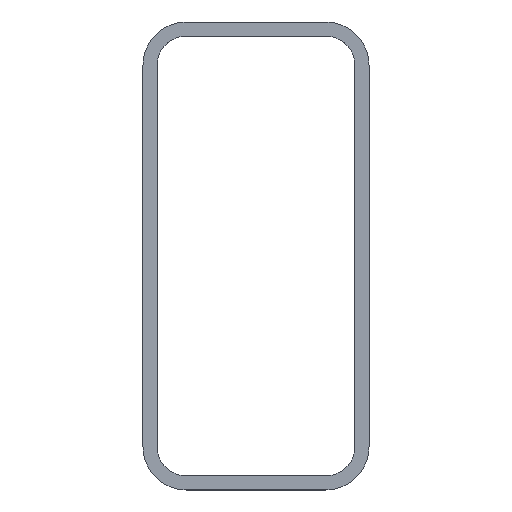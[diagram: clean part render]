
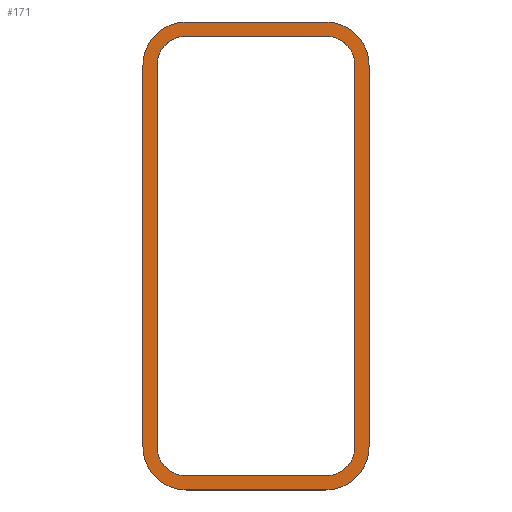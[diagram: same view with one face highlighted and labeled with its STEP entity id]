
A CAD part, top view. The second image highlights one B-rep face of the part: STEP entity #171.
In plain terms, the highlighted planar face has unit normal (0, 0, 1).
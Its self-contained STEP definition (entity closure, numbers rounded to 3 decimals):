
#6 = CARTESIAN_POINT ( 'NONE',  ( -9.85, 33., 3. ) ) ;
#8 = ORIENTED_EDGE ( 'NONE', *, *, #151, .F. ) ;
#11 = VERTEX_POINT ( 'NONE', #351 ) ;
#12 = CARTESIAN_POINT ( 'NONE',  ( -9.85, -26.9, 3. ) ) ;
#13 = VERTEX_POINT ( 'NONE', #539 ) ;
#15 = CARTESIAN_POINT ( 'NONE',  ( 15.95, -26.9, 3. ) ) ;
#16 = VERTEX_POINT ( 'NONE', #394 ) ;
#17 = CARTESIAN_POINT ( 'NONE',  ( 9.85, 31., 3. ) ) ;
#29 = AXIS2_PLACEMENT_3D ( 'NONE', #216, #491, #528 ) ;
#32 = LINE ( 'NONE', #435, #336 ) ;
#35 = CIRCLE ( 'NONE', #91, 6.1 ) ;
#36 = LINE ( 'NONE', #492, #326 ) ;
#39 = CIRCLE ( 'NONE', #105, 4.1 ) ;
#51 = LINE ( 'NONE', #93, #398 ) ;
#52 = DIRECTION ( 'NONE',  ( -1., 0., 0. ) ) ;
#54 = DIRECTION ( 'NONE',  ( -1., 0., 0. ) ) ;
#55 = EDGE_CURVE ( 'NONE', #16, #475, #36, .T. ) ;
#57 = DIRECTION ( 'NONE',  ( 0., 1., 0. ) ) ;
#59 = AXIS2_PLACEMENT_3D ( 'NONE', #442, #428, #218 ) ;
#61 = EDGE_CURVE ( 'NONE', #312, #585, #143, .T. ) ;
#64 = VERTEX_POINT ( 'NONE', #217 ) ;
#70 = EDGE_CURVE ( 'NONE', #285, #430, #578, .T. ) ;
#78 = DIRECTION ( 'NONE',  ( 1., 0., 0. ) ) ;
#79 = CARTESIAN_POINT ( 'NONE',  ( 9.85, -31., 3. ) ) ;
#91 = AXIS2_PLACEMENT_3D ( 'NONE', #152, #564, #98 ) ;
#93 = CARTESIAN_POINT ( 'NONE',  ( -13.95, -26.9, 3. ) ) ;
#97 = VERTEX_POINT ( 'NONE', #258 ) ;
#98 = DIRECTION ( 'NONE',  ( -1., 0., 0. ) ) ;
#103 = CARTESIAN_POINT ( 'NONE',  ( -13.95, 26.9, 3. ) ) ;
#105 = AXIS2_PLACEMENT_3D ( 'NONE', #393, #534, #588 ) ;
#106 = CARTESIAN_POINT ( 'NONE',  ( -9.85, 26.9, 3. ) ) ;
#108 = EDGE_CURVE ( 'NONE', #64, #16, #555, .T. ) ;
#109 = VERTEX_POINT ( 'NONE', #122 ) ;
#115 = AXIS2_PLACEMENT_3D ( 'NONE', #265, #190, #445 ) ;
#119 = CIRCLE ( 'NONE', #454, 6.1 ) ;
#122 = CARTESIAN_POINT ( 'NONE',  ( 9.85, 31., 3. ) ) ;
#127 = VERTEX_POINT ( 'NONE', #263 ) ;
#130 = ORIENTED_EDGE ( 'NONE', *, *, #108, .T. ) ;
#143 = LINE ( 'NONE', #79, #284 ) ;
#146 = LINE ( 'NONE', #17, #255 ) ;
#151 = EDGE_CURVE ( 'NONE', #13, #312, #365, .T. ) ;
#152 = CARTESIAN_POINT ( 'NONE',  ( 9.85, -26.9, 3. ) ) ;
#156 = EDGE_LOOP ( 'NONE', ( #8, #411, #301, #309, #410, #389, #563, #160 ) ) ;
#160 = ORIENTED_EDGE ( 'NONE', *, *, #61, .F. ) ;
#165 = CARTESIAN_POINT ( 'NONE',  ( 9.85, -31., 3. ) ) ;
#170 = EDGE_CURVE ( 'NONE', #421, #11, #32, .T. ) ;
#171 = ADVANCED_FACE ( 'NONE', ( #349, #397 ), #531, .F. ) ;
#176 = EDGE_CURVE ( 'NONE', #192, #109, #39, .T. ) ;
#183 = AXIS2_PLACEMENT_3D ( 'NONE', #552, #589, #436 ) ;
#186 = DIRECTION ( 'NONE',  ( 0., -1., 0. ) ) ;
#188 = LINE ( 'NONE', #15, #538 ) ;
#190 = DIRECTION ( 'NONE',  ( 0., 0., 1. ) ) ;
#192 = VERTEX_POINT ( 'NONE', #537 ) ;
#195 = DIRECTION ( 'NONE',  ( -1., 0., 0. ) ) ;
#198 = EDGE_CURVE ( 'NONE', #585, #97, #317, .T. ) ;
#216 = CARTESIAN_POINT ( 'NONE',  ( -9.85, -26.9, 3. ) ) ;
#217 = CARTESIAN_POINT ( 'NONE',  ( 15.95, 26.9, 3. ) ) ;
#218 = DIRECTION ( 'NONE',  ( -1., 0., 0. ) ) ;
#223 = VERTEX_POINT ( 'NONE', #342 ) ;
#224 = CARTESIAN_POINT ( 'NONE',  ( -15.95, -26.9, 3. ) ) ;
#247 = EDGE_LOOP ( 'NONE', ( #275, #376, #378, #268, #130, #347, #382, #252 ) ) ;
#252 = ORIENTED_EDGE ( 'NONE', *, *, #327, .T. ) ;
#253 = DIRECTION ( 'NONE',  ( 1., 0., 0. ) ) ;
#255 = VECTOR ( 'NONE', #479, 1000. ) ;
#258 = CARTESIAN_POINT ( 'NONE',  ( 13.95, -26.9, 3. ) ) ;
#263 = CARTESIAN_POINT ( 'NONE',  ( -15.95, 26.9, 3. ) ) ;
#265 = CARTESIAN_POINT ( 'NONE',  ( -9.85, 26.9, 3. ) ) ;
#268 = ORIENTED_EDGE ( 'NONE', *, *, #437, .T. ) ;
#275 = ORIENTED_EDGE ( 'NONE', *, *, #422, .T. ) ;
#276 = DIRECTION ( 'NONE',  ( 0., 0., 1. ) ) ;
#278 = EDGE_CURVE ( 'NONE', #430, #13, #51, .T. ) ;
#284 = VECTOR ( 'NONE', #78, 1000. ) ;
#285 = VERTEX_POINT ( 'NONE', #310 ) ;
#301 = ORIENTED_EDGE ( 'NONE', *, *, #70, .F. ) ;
#307 = CARTESIAN_POINT ( 'NONE',  ( -9.85, -26.9, 3. ) ) ;
#309 = ORIENTED_EDGE ( 'NONE', *, *, #497, .F. ) ;
#310 = CARTESIAN_POINT ( 'NONE',  ( -9.85, 31., 3. ) ) ;
#312 = VERTEX_POINT ( 'NONE', #446 ) ;
#317 = CIRCLE ( 'NONE', #59, 4.1 ) ;
#326 = VECTOR ( 'NONE', #52, 1000. ) ;
#327 = EDGE_CURVE ( 'NONE', #127, #462, #505, .T. ) ;
#336 = VECTOR ( 'NONE', #253, 1000. ) ;
#342 = CARTESIAN_POINT ( 'NONE',  ( 15.95, -26.9, 3. ) ) ;
#347 = ORIENTED_EDGE ( 'NONE', *, *, #55, .T. ) ;
#349 = FACE_OUTER_BOUND ( 'NONE', #247, .T. ) ;
#351 = CARTESIAN_POINT ( 'NONE',  ( 9.85, -33., 3. ) ) ;
#361 = EDGE_CURVE ( 'NONE', #97, #192, #456, .T. ) ;
#365 = CIRCLE ( 'NONE', #448, 4.1 ) ;
#376 = ORIENTED_EDGE ( 'NONE', *, *, #170, .T. ) ;
#378 = ORIENTED_EDGE ( 'NONE', *, *, #441, .T. ) ;
#382 = ORIENTED_EDGE ( 'NONE', *, *, #463, .T. ) ;
#388 = CIRCLE ( 'NONE', #465, 6.1 ) ;
#389 = ORIENTED_EDGE ( 'NONE', *, *, #361, .F. ) ;
#393 = CARTESIAN_POINT ( 'NONE',  ( 9.85, 26.9, 3. ) ) ;
#394 = CARTESIAN_POINT ( 'NONE',  ( 9.85, 33., 3. ) ) ;
#397 = FACE_BOUND ( 'NONE', #156, .T. ) ;
#398 = VECTOR ( 'NONE', #186, 1000. ) ;
#401 = DIRECTION ( 'NONE',  ( 0., 0., 1. ) ) ;
#406 = DIRECTION ( 'NONE',  ( 0., -1., 0. ) ) ;
#410 = ORIENTED_EDGE ( 'NONE', *, *, #176, .F. ) ;
#411 = ORIENTED_EDGE ( 'NONE', *, *, #278, .F. ) ;
#417 = CARTESIAN_POINT ( 'NONE',  ( -9.85, -33., 3. ) ) ;
#421 = VERTEX_POINT ( 'NONE', #417 ) ;
#422 = EDGE_CURVE ( 'NONE', #462, #421, #119, .T. ) ;
#428 = DIRECTION ( 'NONE',  ( 0., 0., 1. ) ) ;
#430 = VERTEX_POINT ( 'NONE', #103 ) ;
#435 = CARTESIAN_POINT ( 'NONE',  ( 9.85, -33., 3. ) ) ;
#436 = DIRECTION ( 'NONE',  ( 1., 0., 0. ) ) ;
#437 = EDGE_CURVE ( 'NONE', #223, #64, #188, .T. ) ;
#441 = EDGE_CURVE ( 'NONE', #11, #223, #35, .T. ) ;
#442 = CARTESIAN_POINT ( 'NONE',  ( 9.85, -26.9, 3. ) ) ;
#443 = VECTOR ( 'NONE', #57, 1000. ) ;
#445 = DIRECTION ( 'NONE',  ( -1., 0., 0. ) ) ;
#446 = CARTESIAN_POINT ( 'NONE',  ( -9.85, -31., 3. ) ) ;
#448 = AXIS2_PLACEMENT_3D ( 'NONE', #307, #401, #595 ) ;
#454 = AXIS2_PLACEMENT_3D ( 'NONE', #12, #276, #195 ) ;
#456 = LINE ( 'NONE', #574, #443 ) ;
#462 = VERTEX_POINT ( 'NONE', #521 ) ;
#463 = EDGE_CURVE ( 'NONE', #475, #127, #388, .T. ) ;
#464 = DIRECTION ( 'NONE',  ( 0., 0., 1. ) ) ;
#465 = AXIS2_PLACEMENT_3D ( 'NONE', #106, #464, #54 ) ;
#475 = VERTEX_POINT ( 'NONE', #6 ) ;
#479 = DIRECTION ( 'NONE',  ( -1., 0., 0. ) ) ;
#491 = DIRECTION ( 'NONE',  ( 0., 0., -1. ) ) ;
#492 = CARTESIAN_POINT ( 'NONE',  ( 9.85, 33., 3. ) ) ;
#497 = EDGE_CURVE ( 'NONE', #109, #285, #146, .T. ) ;
#505 = LINE ( 'NONE', #224, #550 ) ;
#521 = CARTESIAN_POINT ( 'NONE',  ( -15.95, -26.9, 3. ) ) ;
#528 = DIRECTION ( 'NONE',  ( -1., 0., 0. ) ) ;
#531 = PLANE ( 'NONE',  #29 ) ;
#534 = DIRECTION ( 'NONE',  ( 0., 0., 1. ) ) ;
#537 = CARTESIAN_POINT ( 'NONE',  ( 13.95, 26.9, 3. ) ) ;
#538 = VECTOR ( 'NONE', #571, 1000. ) ;
#539 = CARTESIAN_POINT ( 'NONE',  ( -13.95, -26.9, 3. ) ) ;
#550 = VECTOR ( 'NONE', #406, 1000. ) ;
#552 = CARTESIAN_POINT ( 'NONE',  ( 9.85, 26.9, 3. ) ) ;
#555 = CIRCLE ( 'NONE', #183, 6.1 ) ;
#563 = ORIENTED_EDGE ( 'NONE', *, *, #198, .F. ) ;
#564 = DIRECTION ( 'NONE',  ( 0., 0., 1. ) ) ;
#571 = DIRECTION ( 'NONE',  ( 0., 1., 0. ) ) ;
#574 = CARTESIAN_POINT ( 'NONE',  ( 13.95, -26.9, 3. ) ) ;
#578 = CIRCLE ( 'NONE', #115, 4.1 ) ;
#585 = VERTEX_POINT ( 'NONE', #165 ) ;
#588 = DIRECTION ( 'NONE',  ( 1., 0., 0. ) ) ;
#589 = DIRECTION ( 'NONE',  ( 0., 0., 1. ) ) ;
#595 = DIRECTION ( 'NONE',  ( -1., 0., 0. ) ) ;
